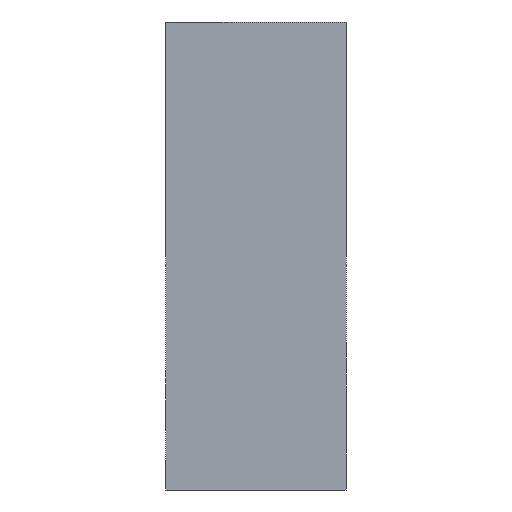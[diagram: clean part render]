
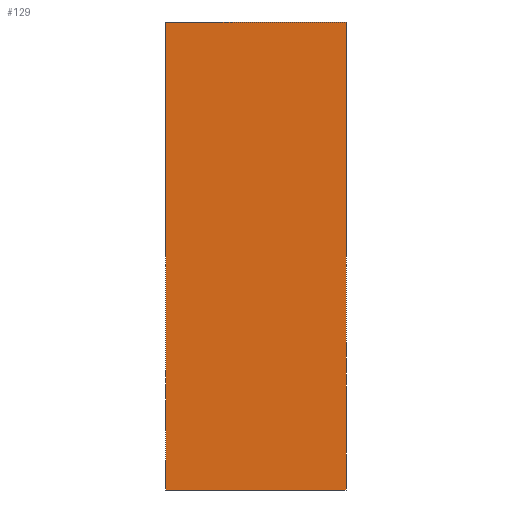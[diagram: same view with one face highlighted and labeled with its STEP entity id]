
A CAD part, left-side view. The second image highlights one B-rep face of the part: STEP entity #129.
In plain terms, the highlighted planar face has unit normal (-1, 0, 0).
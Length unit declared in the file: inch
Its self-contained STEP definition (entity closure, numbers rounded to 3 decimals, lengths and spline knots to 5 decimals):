
#10 = EDGE_CURVE ( 'NONE', #181, #357, #474, .T. ) ;
#12 = EDGE_CURVE ( 'NONE', #135, #249, #567, .T. ) ;
#14 = EDGE_CURVE ( 'NONE', #249, #357, #580, .T. ) ;
#15 = EDGE_CURVE ( 'NONE', #135, #181, #437, .T. ) ;
#77 = AXIS2_PLACEMENT_3D ( 'NONE', #204, #203, #202 ) ;
#129 = ADVANCED_FACE ( 'NONE', ( #667 ), #205, .F. ) ;
#135 = VERTEX_POINT ( 'NONE', #197 ) ;
#137 = CARTESIAN_POINT ( 'NONE',  ( -1.5, -0.25, 0.65 ) ) ;
#181 = VERTEX_POINT ( 'NONE', #196 ) ;
#194 = CARTESIAN_POINT ( 'NONE',  ( -1.5, -0.25, -0.65 ) ) ;
#195 = CARTESIAN_POINT ( 'NONE',  ( -1.5, 0.25, -0.65 ) ) ;
#196 = CARTESIAN_POINT ( 'NONE',  ( -1.5, -0.25, 0.65 ) ) ;
#197 = CARTESIAN_POINT ( 'NONE',  ( -1.5, 0.25, 0.65 ) ) ;
#202 = DIRECTION ( 'NONE',  ( 0., 0., -1. ) ) ;
#203 = DIRECTION ( 'NONE',  ( 1., 0., 0. ) ) ;
#204 = CARTESIAN_POINT ( 'NONE',  ( -1.5, 0.25, 0.65 ) ) ;
#205 = PLANE ( 'NONE',  #77 ) ;
#245 = DIRECTION ( 'NONE',  ( 0., 0., -1. ) ) ;
#249 = VERTEX_POINT ( 'NONE', #195 ) ;
#345 = CARTESIAN_POINT ( 'NONE',  ( -1.5, 0.25, -0.65 ) ) ;
#347 = DIRECTION ( 'NONE',  ( 0., -1., 0. ) ) ;
#351 = CARTESIAN_POINT ( 'NONE',  ( -1.5, 0.25, 0.65 ) ) ;
#357 = VERTEX_POINT ( 'NONE', #194 ) ;
#362 = DIRECTION ( 'NONE',  ( 0., 0., -1. ) ) ;
#375 = DIRECTION ( 'NONE',  ( 0., -1., 0. ) ) ;
#380 = CARTESIAN_POINT ( 'NONE',  ( -1.5, 0.25, 0.65 ) ) ;
#421 = ORIENTED_EDGE ( 'NONE', *, *, #10, .F. ) ;
#424 = ORIENTED_EDGE ( 'NONE', *, *, #12, .T. ) ;
#437 = LINE ( 'NONE', #380, #514 ) ;
#447 = VECTOR ( 'NONE', #347, 39.37008 ) ;
#474 = LINE ( 'NONE', #137, #476 ) ;
#476 = VECTOR ( 'NONE', #245, 39.37008 ) ;
#514 = VECTOR ( 'NONE', #375, 39.37008 ) ;
#545 = EDGE_LOOP ( 'NONE', ( #602, #421, #559, #424 ) ) ;
#547 = VECTOR ( 'NONE', #362, 39.37008 ) ;
#559 = ORIENTED_EDGE ( 'NONE', *, *, #15, .F. ) ;
#567 = LINE ( 'NONE', #351, #547 ) ;
#580 = LINE ( 'NONE', #345, #447 ) ;
#602 = ORIENTED_EDGE ( 'NONE', *, *, #14, .T. ) ;
#667 = FACE_OUTER_BOUND ( 'NONE', #545, .T. ) ;
